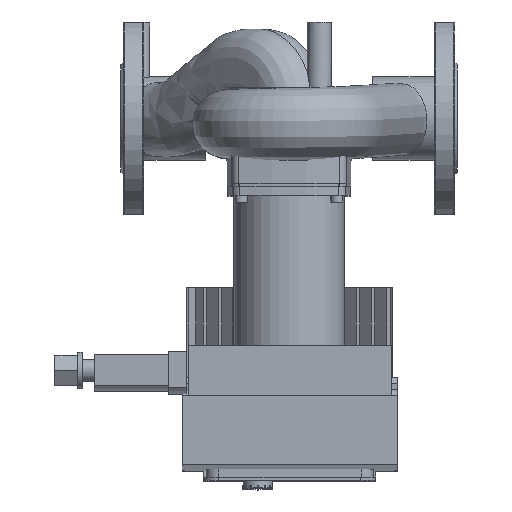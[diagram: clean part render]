
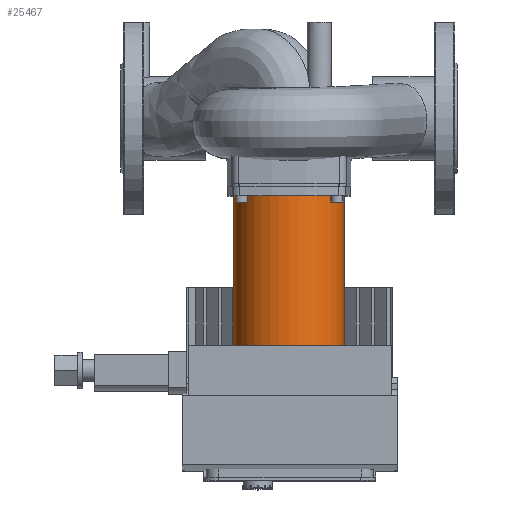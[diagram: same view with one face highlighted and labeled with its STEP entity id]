
A CAD part, top view. The second image highlights one B-rep face of the part: STEP entity #25467.
In plain terms, the highlighted cylindrical face has radius 46 mm (diameter 92 mm), a full revolution.
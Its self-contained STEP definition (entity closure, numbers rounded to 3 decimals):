
#232=FACE_BOUND('',#8892,.T.);
#5748=CYLINDRICAL_SURFACE('',#27949,46.);
#7348=FACE_OUTER_BOUND('',#8891,.T.);
#8891=EDGE_LOOP('',(#22956));
#8892=EDGE_LOOP('',(#22957));
#9939=CIRCLE('',#27950,46.);
#9940=CIRCLE('',#27951,46.);
#12169=VERTEX_POINT('',#67484);
#12170=VERTEX_POINT('',#67486);
#15785=EDGE_CURVE('',#12169,#12169,#9939,.T.);
#15786=EDGE_CURVE('',#12170,#12170,#9940,.T.);
#22956=ORIENTED_EDGE('',*,*,#15785,.T.);
#22957=ORIENTED_EDGE('',*,*,#15786,.F.);
#25467=ADVANCED_FACE('',(#7348,#232),#5748,.T.);
#27949=AXIS2_PLACEMENT_3D('',#67483,#35095,#35096);
#27950=AXIS2_PLACEMENT_3D('',#67485,#35097,#35098);
#27951=AXIS2_PLACEMENT_3D('',#67487,#35099,#35100);
#35095=DIRECTION('center_axis',(0.,-1.,0.));
#35096=DIRECTION('ref_axis',(-1.,0.,0.));
#35097=DIRECTION('center_axis',(0.,1.,0.));
#35098=DIRECTION('ref_axis',(-1.,0.,0.));
#35099=DIRECTION('center_axis',(0.,1.,0.));
#35100=DIRECTION('ref_axis',(-1.,0.,0.));
#67483=CARTESIAN_POINT('Origin',(140.,-64.5,130.));
#67484=CARTESIAN_POINT('',(186.,-189.,130.));
#67485=CARTESIAN_POINT('Origin',(140.,-189.,130.));
#67486=CARTESIAN_POINT('',(140.,-64.5,84.));
#67487=CARTESIAN_POINT('Origin',(140.,-64.5,130.));
